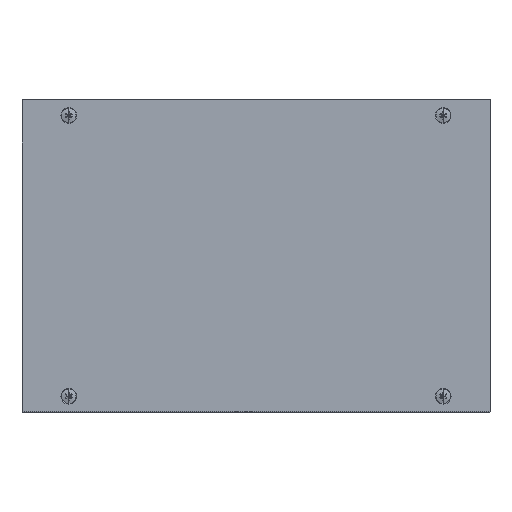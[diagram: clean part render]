
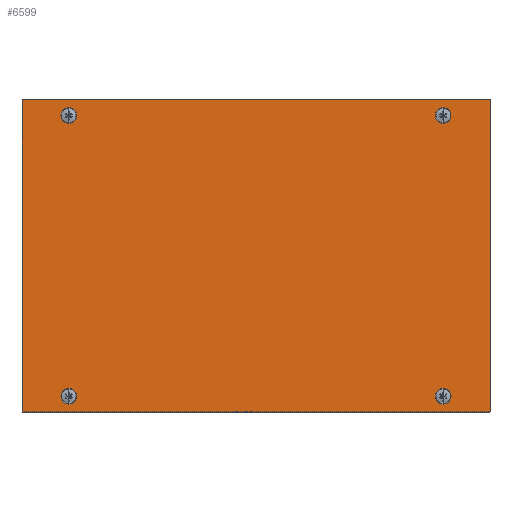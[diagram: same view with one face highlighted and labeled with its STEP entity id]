
A CAD part, top view. The second image highlights one B-rep face of the part: STEP entity #6599.
In plain terms, the highlighted planar face has unit normal (0, 0, 1).
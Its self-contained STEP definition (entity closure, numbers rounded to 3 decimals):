
#4 = CARTESIAN_POINT ( 'NONE',  ( 270., 190., 0. ) ) ;
#58 = EDGE_LOOP ( 'NONE', ( #9910, #8698, #11944, #5710 ) ) ;
#382 = EDGE_CURVE ( 'NONE', #4040, #2416, #7669, .T. ) ;
#552 = EDGE_LOOP ( 'NONE', ( #12530, #6142 ) ) ;
#622 = CARTESIAN_POINT ( 'NONE',  ( 30., 190., 0. ) ) ;
#888 = CIRCLE ( 'NONE', #14532, 5. ) ;
#901 = DIRECTION ( 'NONE',  ( 1., 0., 0. ) ) ;
#946 = EDGE_CURVE ( 'NONE', #14938, #2319, #1806, .T. ) ;
#1455 = VECTOR ( 'NONE', #901, 1000. ) ;
#1657 = LINE ( 'NONE', #6777, #16403 ) ;
#1806 = CIRCLE ( 'NONE', #9004, 5. ) ;
#1851 = VERTEX_POINT ( 'NONE', #8045 ) ;
#1854 = ORIENTED_EDGE ( 'NONE', *, *, #13965, .F. ) ;
#1880 = DIRECTION ( 'NONE',  ( 1., 0., 0. ) ) ;
#1965 = CARTESIAN_POINT ( 'NONE',  ( 25., 10., 0. ) ) ;
#2040 = FACE_BOUND ( 'NONE', #7615, .T. ) ;
#2183 = AXIS2_PLACEMENT_3D ( 'NONE', #4, #5303, #9217 ) ;
#2319 = VERTEX_POINT ( 'NONE', #12719 ) ;
#2416 = VERTEX_POINT ( 'NONE', #4476 ) ;
#2420 = VERTEX_POINT ( 'NONE', #1965 ) ;
#2533 = VECTOR ( 'NONE', #16047, 1000. ) ;
#2670 = ORIENTED_EDGE ( 'NONE', *, *, #15700, .F. ) ;
#2716 = AXIS2_PLACEMENT_3D ( 'NONE', #12631, #9576, #1880 ) ;
#2738 = DIRECTION ( 'NONE',  ( 0., 0., 1. ) ) ;
#3363 = DIRECTION ( 'NONE',  ( -1., 0., 0. ) ) ;
#3731 = ORIENTED_EDGE ( 'NONE', *, *, #9333, .F. ) ;
#3986 = CARTESIAN_POINT ( 'NONE',  ( 270., 10., 0. ) ) ;
#4040 = VERTEX_POINT ( 'NONE', #10700 ) ;
#4088 = CARTESIAN_POINT ( 'NONE',  ( 300., 200., 0. ) ) ;
#4441 = VERTEX_POINT ( 'NONE', #9528 ) ;
#4476 = CARTESIAN_POINT ( 'NONE',  ( 275., 190., 0. ) ) ;
#4716 = FACE_BOUND ( 'NONE', #9463, .T. ) ;
#5065 = DIRECTION ( 'NONE',  ( 0., 0., 1. ) ) ;
#5303 = DIRECTION ( 'NONE',  ( 0., 0., 1. ) ) ;
#5710 = ORIENTED_EDGE ( 'NONE', *, *, #15587, .T. ) ;
#5743 = CIRCLE ( 'NONE', #14562, 5. ) ;
#5813 = AXIS2_PLACEMENT_3D ( 'NONE', #10137, #6657, #15420 ) ;
#5949 = LINE ( 'NONE', #6046, #1455 ) ;
#6046 = CARTESIAN_POINT ( 'NONE',  ( 0., 0., 0. ) ) ;
#6142 = ORIENTED_EDGE ( 'NONE', *, *, #946, .F. ) ;
#6411 = DIRECTION ( 'NONE',  ( 1., 0., 0. ) ) ;
#6599 = ADVANCED_FACE ( 'NONE', ( #16328, #4716, #8727, #2040, #9626 ), #16248, .F. ) ;
#6657 = DIRECTION ( 'NONE',  ( 0., 0., 1. ) ) ;
#6777 = CARTESIAN_POINT ( 'NONE',  ( 300., 0., 0. ) ) ;
#6929 = VERTEX_POINT ( 'NONE', #13704 ) ;
#7124 = CARTESIAN_POINT ( 'NONE',  ( 0., 0., 0. ) ) ;
#7201 = CARTESIAN_POINT ( 'NONE',  ( 30., 10., 0. ) ) ;
#7522 = CARTESIAN_POINT ( 'NONE',  ( 270., 10., 0. ) ) ;
#7526 = CARTESIAN_POINT ( 'NONE',  ( 25., 190., 0. ) ) ;
#7565 = AXIS2_PLACEMENT_3D ( 'NONE', #3986, #9106, #9185 ) ;
#7615 = EDGE_LOOP ( 'NONE', ( #2670, #16012 ) ) ;
#7669 = CIRCLE ( 'NONE', #5813, 5. ) ;
#7874 = CIRCLE ( 'NONE', #10529, 5. ) ;
#7957 = LINE ( 'NONE', #9053, #14602 ) ;
#8045 = CARTESIAN_POINT ( 'NONE',  ( 35., 10., 0. ) ) ;
#8240 = VERTEX_POINT ( 'NONE', #4088 ) ;
#8280 = DIRECTION ( 'NONE',  ( 0., 0., 1. ) ) ;
#8431 = DIRECTION ( 'NONE',  ( 0., 0., 1. ) ) ;
#8449 = DIRECTION ( 'NONE',  ( 0., 1., 0. ) ) ;
#8698 = ORIENTED_EDGE ( 'NONE', *, *, #8892, .T. ) ;
#8727 = FACE_BOUND ( 'NONE', #552, .T. ) ;
#8779 = ORIENTED_EDGE ( 'NONE', *, *, #382, .F. ) ;
#8819 = CARTESIAN_POINT ( 'NONE',  ( 30., 190., 0. ) ) ;
#8892 = EDGE_CURVE ( 'NONE', #8240, #14384, #7957, .T. ) ;
#9004 = AXIS2_PLACEMENT_3D ( 'NONE', #622, #8431, #16029 ) ;
#9053 = CARTESIAN_POINT ( 'NONE',  ( 0., 200., 0. ) ) ;
#9106 = DIRECTION ( 'NONE',  ( 0., 0., 1. ) ) ;
#9185 = DIRECTION ( 'NONE',  ( 1., 0., 0. ) ) ;
#9217 = DIRECTION ( 'NONE',  ( 1., 0., 0. ) ) ;
#9333 = EDGE_CURVE ( 'NONE', #4441, #6929, #11827, .T. ) ;
#9463 = EDGE_LOOP ( 'NONE', ( #9942, #8779 ) ) ;
#9528 = CARTESIAN_POINT ( 'NONE',  ( 265., 10., 0. ) ) ;
#9576 = DIRECTION ( 'NONE',  ( 0., 0., 1. ) ) ;
#9626 = FACE_OUTER_BOUND ( 'NONE', #58, .T. ) ;
#9910 = ORIENTED_EDGE ( 'NONE', *, *, #15106, .T. ) ;
#9942 = ORIENTED_EDGE ( 'NONE', *, *, #10060, .F. ) ;
#9979 = CARTESIAN_POINT ( 'NONE',  ( 300., 0., 0. ) ) ;
#10060 = EDGE_CURVE ( 'NONE', #2416, #4040, #14770, .T. ) ;
#10137 = CARTESIAN_POINT ( 'NONE',  ( 270., 190., 0. ) ) ;
#10529 = AXIS2_PLACEMENT_3D ( 'NONE', #7201, #8280, #12281 ) ;
#10700 = CARTESIAN_POINT ( 'NONE',  ( 265., 190., 0. ) ) ;
#10715 = VERTEX_POINT ( 'NONE', #9979 ) ;
#11827 = CIRCLE ( 'NONE', #7565, 5. ) ;
#11831 = CARTESIAN_POINT ( 'NONE',  ( 0., 200., 0. ) ) ;
#11944 = ORIENTED_EDGE ( 'NONE', *, *, #15632, .T. ) ;
#12213 = CARTESIAN_POINT ( 'NONE',  ( 0., 0., 0. ) ) ;
#12281 = DIRECTION ( 'NONE',  ( 1., 0., 0. ) ) ;
#12295 = EDGE_LOOP ( 'NONE', ( #1854, #3731 ) ) ;
#12530 = ORIENTED_EDGE ( 'NONE', *, *, #12532, .F. ) ;
#12532 = EDGE_CURVE ( 'NONE', #2319, #14938, #5743, .T. ) ;
#12631 = CARTESIAN_POINT ( 'NONE',  ( 30., 10., 0. ) ) ;
#12719 = CARTESIAN_POINT ( 'NONE',  ( 35., 190., 0. ) ) ;
#13067 = DIRECTION ( 'NONE',  ( -1., 0., 0. ) ) ;
#13110 = EDGE_CURVE ( 'NONE', #2420, #1851, #14775, .T. ) ;
#13590 = DIRECTION ( 'NONE',  ( 0., 0., -1. ) ) ;
#13704 = CARTESIAN_POINT ( 'NONE',  ( 275., 10., 0. ) ) ;
#13854 = VERTEX_POINT ( 'NONE', #12213 ) ;
#13965 = EDGE_CURVE ( 'NONE', #6929, #4441, #888, .T. ) ;
#14384 = VERTEX_POINT ( 'NONE', #11831 ) ;
#14532 = AXIS2_PLACEMENT_3D ( 'NONE', #7522, #2738, #15172 ) ;
#14562 = AXIS2_PLACEMENT_3D ( 'NONE', #8819, #5065, #6411 ) ;
#14602 = VECTOR ( 'NONE', #13067, 1000. ) ;
#14764 = CARTESIAN_POINT ( 'NONE',  ( 0., 0., 0. ) ) ;
#14770 = CIRCLE ( 'NONE', #2183, 5. ) ;
#14775 = CIRCLE ( 'NONE', #2716, 5. ) ;
#14938 = VERTEX_POINT ( 'NONE', #7526 ) ;
#15106 = EDGE_CURVE ( 'NONE', #10715, #8240, #1657, .T. ) ;
#15172 = DIRECTION ( 'NONE',  ( 1., 0., 0. ) ) ;
#15420 = DIRECTION ( 'NONE',  ( 1., 0., 0. ) ) ;
#15587 = EDGE_CURVE ( 'NONE', #13854, #10715, #5949, .T. ) ;
#15632 = EDGE_CURVE ( 'NONE', #14384, #13854, #16224, .T. ) ;
#15700 = EDGE_CURVE ( 'NONE', #1851, #2420, #7874, .T. ) ;
#15851 = AXIS2_PLACEMENT_3D ( 'NONE', #14764, #13590, #3363 ) ;
#16012 = ORIENTED_EDGE ( 'NONE', *, *, #13110, .F. ) ;
#16029 = DIRECTION ( 'NONE',  ( 1., 0., 0. ) ) ;
#16047 = DIRECTION ( 'NONE',  ( 0., -1., 0. ) ) ;
#16224 = LINE ( 'NONE', #7124, #2533 ) ;
#16248 = PLANE ( 'NONE',  #15851 ) ;
#16328 = FACE_BOUND ( 'NONE', #12295, .T. ) ;
#16403 = VECTOR ( 'NONE', #8449, 1000. ) ;
